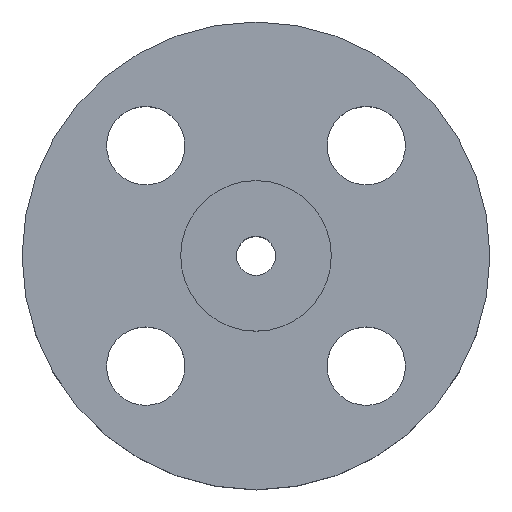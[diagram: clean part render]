
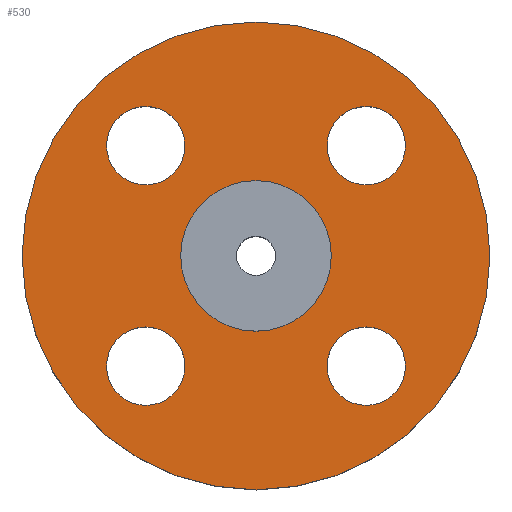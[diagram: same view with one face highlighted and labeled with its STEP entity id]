
A CAD part, top view. The second image highlights one B-rep face of the part: STEP entity #530.
In plain terms, the highlighted planar face has unit normal (0, 0, 1).
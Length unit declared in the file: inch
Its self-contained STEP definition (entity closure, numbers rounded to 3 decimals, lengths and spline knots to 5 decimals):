
#1 = AXIS2_PLACEMENT_3D ( 'NONE', #461, #77, #404 ) ;
#2 = CIRCLE ( 'NONE', #550, 0.845 ) ;
#5 = CARTESIAN_POINT ( 'NONE',  ( 1.23744, -0.79744, 0. ) ) ;
#11 = CIRCLE ( 'NONE', #300, 0.44 ) ;
#15 = DIRECTION ( 'NONE',  ( 0., 0., 1. ) ) ;
#16 = ORIENTED_EDGE ( 'NONE', *, *, #582, .F. ) ;
#33 = FACE_BOUND ( 'NONE', #565, .T. ) ;
#38 = VERTEX_POINT ( 'NONE', #555 ) ;
#43 = EDGE_CURVE ( 'NONE', #383, #659, #548, .T. ) ;
#51 = EDGE_CURVE ( 'NONE', #447, #38, #353, .T. ) ;
#63 = DIRECTION ( 'NONE',  ( 0., 0., 1. ) ) ;
#68 = EDGE_CURVE ( 'NONE', #430, #344, #194, .T. ) ;
#77 = DIRECTION ( 'NONE',  ( 0., 0., 1. ) ) ;
#85 = CIRCLE ( 'NONE', #592, 0.44 ) ;
#88 = CARTESIAN_POINT ( 'NONE',  ( -0.79744, -1.23744, 0. ) ) ;
#89 = VERTEX_POINT ( 'NONE', #562 ) ;
#94 = AXIS2_PLACEMENT_3D ( 'NONE', #378, #311, #751 ) ;
#105 = CARTESIAN_POINT ( 'NONE',  ( 1.23744, -1.23744, 0. ) ) ;
#106 = ORIENTED_EDGE ( 'NONE', *, *, #68, .F. ) ;
#108 = FACE_BOUND ( 'NONE', #606, .T. ) ;
#131 = DIRECTION ( 'NONE',  ( 0., 0., 1. ) ) ;
#153 = AXIS2_PLACEMENT_3D ( 'NONE', #429, #809, #574 ) ;
#160 = VERTEX_POINT ( 'NONE', #525 ) ;
#162 = CARTESIAN_POINT ( 'NONE',  ( 1.23744, -1.67744, 0. ) ) ;
#175 = PLANE ( 'NONE',  #153 ) ;
#182 = CIRCLE ( 'NONE', #390, 2.625 ) ;
#185 = FACE_BOUND ( 'NONE', #732, .T. ) ;
#194 = CIRCLE ( 'NONE', #94, 0.44 ) ;
#197 = CARTESIAN_POINT ( 'NONE',  ( 0., 0., 0. ) ) ;
#206 = CIRCLE ( 'NONE', #329, 0.44 ) ;
#211 = ORIENTED_EDGE ( 'NONE', *, *, #596, .F. ) ;
#215 = CARTESIAN_POINT ( 'NONE',  ( 1.67744, 1.23744, 0. ) ) ;
#218 = ORIENTED_EDGE ( 'NONE', *, *, #222, .T. ) ;
#222 = EDGE_CURVE ( 'NONE', #432, #160, #518, .T. ) ;
#234 = CIRCLE ( 'NONE', #478, 0.44 ) ;
#244 = DIRECTION ( 'NONE',  ( 0., 0., 1. ) ) ;
#248 = CARTESIAN_POINT ( 'NONE',  ( 1.23744, 1.23744, 0. ) ) ;
#250 = CIRCLE ( 'NONE', #465, 0.44 ) ;
#256 = DIRECTION ( 'NONE',  ( 0., 0., 1. ) ) ;
#265 = DIRECTION ( 'NONE',  ( 1., 0., 0. ) ) ;
#267 = DIRECTION ( 'NONE',  ( 0., -1., 0. ) ) ;
#269 = CARTESIAN_POINT ( 'NONE',  ( 0., 0., 0. ) ) ;
#272 = CIRCLE ( 'NONE', #580, 0.845 ) ;
#276 = DIRECTION ( 'NONE',  ( 1., 0., 0. ) ) ;
#287 = VERTEX_POINT ( 'NONE', #775 ) ;
#300 = AXIS2_PLACEMENT_3D ( 'NONE', #633, #256, #522 ) ;
#301 = EDGE_LOOP ( 'NONE', ( #306, #744 ) ) ;
#306 = ORIENTED_EDGE ( 'NONE', *, *, #609, .F. ) ;
#311 = DIRECTION ( 'NONE',  ( 0., 0., 1. ) ) ;
#329 = AXIS2_PLACEMENT_3D ( 'NONE', #762, #131, #267 ) ;
#332 = DIRECTION ( 'NONE',  ( 0., 0., 1. ) ) ;
#338 = AXIS2_PLACEMENT_3D ( 'NONE', #747, #793, #437 ) ;
#344 = VERTEX_POINT ( 'NONE', #88 ) ;
#353 = CIRCLE ( 'NONE', #338, 0.44 ) ;
#378 = CARTESIAN_POINT ( 'NONE',  ( -1.23744, -1.23744, 0. ) ) ;
#383 = VERTEX_POINT ( 'NONE', #162 ) ;
#390 = AXIS2_PLACEMENT_3D ( 'NONE', #269, #15, #276 ) ;
#393 = CARTESIAN_POINT ( 'NONE',  ( -1.23744, 1.23744, 0. ) ) ;
#404 = DIRECTION ( 'NONE',  ( 1., 0., 0. ) ) ;
#420 = EDGE_LOOP ( 'NONE', ( #218, #541 ) ) ;
#425 = FACE_BOUND ( 'NONE', #301, .T. ) ;
#429 = CARTESIAN_POINT ( 'NONE',  ( 0., 0., 0. ) ) ;
#430 = VERTEX_POINT ( 'NONE', #620 ) ;
#432 = VERTEX_POINT ( 'NONE', #607 ) ;
#437 = DIRECTION ( 'NONE',  ( 0., 1., 0. ) ) ;
#447 = VERTEX_POINT ( 'NONE', #501 ) ;
#455 = DIRECTION ( 'NONE',  ( 1., 0., 0. ) ) ;
#461 = CARTESIAN_POINT ( 'NONE',  ( 0., 0., 0. ) ) ;
#465 = AXIS2_PLACEMENT_3D ( 'NONE', #248, #244, #745 ) ;
#478 = AXIS2_PLACEMENT_3D ( 'NONE', #524, #583, #455 ) ;
#487 = ORIENTED_EDGE ( 'NONE', *, *, #689, .F. ) ;
#501 = CARTESIAN_POINT ( 'NONE',  ( -1.23744, 1.67744, 0. ) ) ;
#513 = VERTEX_POINT ( 'NONE', #791 ) ;
#518 = CIRCLE ( 'NONE', #1, 2.625 ) ;
#522 = DIRECTION ( 'NONE',  ( -1., 0., 0. ) ) ;
#524 = CARTESIAN_POINT ( 'NONE',  ( 1.23744, 1.23744, 0. ) ) ;
#525 = CARTESIAN_POINT ( 'NONE',  ( -2.625, 0., 0. ) ) ;
#526 = EDGE_CURVE ( 'NONE', #513, #731, #250, .T. ) ;
#530 = ADVANCED_FACE ( 'NONE', ( #185, #108, #33, #796, #425, #730 ), #175, .T. ) ;
#541 = ORIENTED_EDGE ( 'NONE', *, *, #782, .T. ) ;
#546 = EDGE_LOOP ( 'NONE', ( #746, #601 ) ) ;
#548 = CIRCLE ( 'NONE', #697, 0.44 ) ;
#550 = AXIS2_PLACEMENT_3D ( 'NONE', #685, #63, #265 ) ;
#555 = CARTESIAN_POINT ( 'NONE',  ( -1.23744, 0.79744, 0. ) ) ;
#561 = ORIENTED_EDGE ( 'NONE', *, *, #51, .F. ) ;
#562 = CARTESIAN_POINT ( 'NONE',  ( 0.845, 0., 0. ) ) ;
#565 = EDGE_LOOP ( 'NONE', ( #561, #211 ) ) ;
#574 = DIRECTION ( 'NONE',  ( 1., 0., 0. ) ) ;
#580 = AXIS2_PLACEMENT_3D ( 'NONE', #197, #332, #636 ) ;
#582 = EDGE_CURVE ( 'NONE', #344, #430, #11, .T. ) ;
#583 = DIRECTION ( 'NONE',  ( 0., 0., 1. ) ) ;
#591 = ORIENTED_EDGE ( 'NONE', *, *, #43, .F. ) ;
#592 = AXIS2_PLACEMENT_3D ( 'NONE', #393, #753, #692 ) ;
#596 = EDGE_CURVE ( 'NONE', #38, #447, #85, .T. ) ;
#601 = ORIENTED_EDGE ( 'NONE', *, *, #526, .F. ) ;
#606 = EDGE_LOOP ( 'NONE', ( #106, #16 ) ) ;
#607 = CARTESIAN_POINT ( 'NONE',  ( 2.625, 0., 0. ) ) ;
#609 = EDGE_CURVE ( 'NONE', #287, #89, #272, .T. ) ;
#620 = CARTESIAN_POINT ( 'NONE',  ( -1.67744, -1.23744, 0. ) ) ;
#632 = EDGE_CURVE ( 'NONE', #89, #287, #2, .T. ) ;
#633 = CARTESIAN_POINT ( 'NONE',  ( -1.23744, -1.23744, 0. ) ) ;
#636 = DIRECTION ( 'NONE',  ( 1., 0., 0. ) ) ;
#659 = VERTEX_POINT ( 'NONE', #5 ) ;
#672 = DIRECTION ( 'NONE',  ( 0., 0., 1. ) ) ;
#673 = EDGE_CURVE ( 'NONE', #731, #513, #234, .T. ) ;
#685 = CARTESIAN_POINT ( 'NONE',  ( 0., 0., 0. ) ) ;
#689 = EDGE_CURVE ( 'NONE', #659, #383, #206, .T. ) ;
#692 = DIRECTION ( 'NONE',  ( 0., 1., 0. ) ) ;
#697 = AXIS2_PLACEMENT_3D ( 'NONE', #105, #672, #736 ) ;
#730 = FACE_OUTER_BOUND ( 'NONE', #420, .T. ) ;
#731 = VERTEX_POINT ( 'NONE', #215 ) ;
#732 = EDGE_LOOP ( 'NONE', ( #591, #487 ) ) ;
#736 = DIRECTION ( 'NONE',  ( 0., -1., 0. ) ) ;
#744 = ORIENTED_EDGE ( 'NONE', *, *, #632, .F. ) ;
#745 = DIRECTION ( 'NONE',  ( 1., 0., 0. ) ) ;
#746 = ORIENTED_EDGE ( 'NONE', *, *, #673, .F. ) ;
#747 = CARTESIAN_POINT ( 'NONE',  ( -1.23744, 1.23744, 0. ) ) ;
#751 = DIRECTION ( 'NONE',  ( -1., 0., 0. ) ) ;
#753 = DIRECTION ( 'NONE',  ( 0., 0., 1. ) ) ;
#762 = CARTESIAN_POINT ( 'NONE',  ( 1.23744, -1.23744, 0. ) ) ;
#775 = CARTESIAN_POINT ( 'NONE',  ( -0.845, 0., 0. ) ) ;
#782 = EDGE_CURVE ( 'NONE', #160, #432, #182, .T. ) ;
#791 = CARTESIAN_POINT ( 'NONE',  ( 0.79744, 1.23744, 0. ) ) ;
#793 = DIRECTION ( 'NONE',  ( 0., 0., 1. ) ) ;
#796 = FACE_BOUND ( 'NONE', #546, .T. ) ;
#809 = DIRECTION ( 'NONE',  ( 0., 0., 1. ) ) ;
